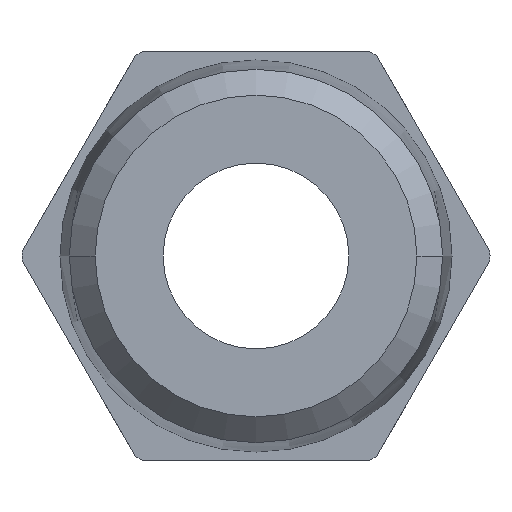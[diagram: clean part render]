
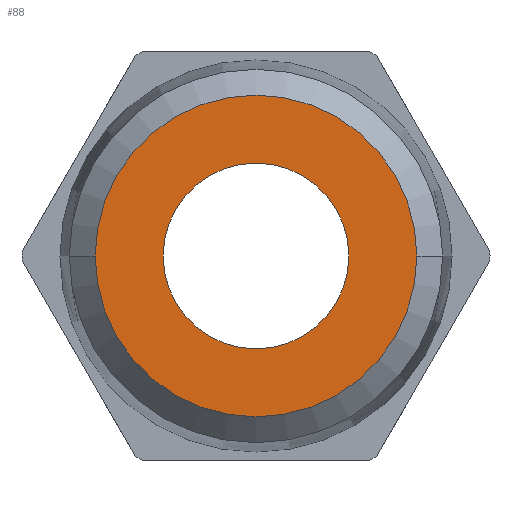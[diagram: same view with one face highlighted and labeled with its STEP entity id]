
A CAD part, front view. The second image highlights one B-rep face of the part: STEP entity #88.
In plain terms, the highlighted planar face has unit normal (0, -1, 0).
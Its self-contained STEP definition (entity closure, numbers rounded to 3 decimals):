
#88=ADVANCED_FACE('',(#181,#182),#183,.T.);
#181=FACE_BOUND('',#279,.T.);
#182=FACE_OUTER_BOUND('',#280,.T.);
#183=PLANE('',#281);
#279=EDGE_LOOP('',(#615,#616));
#280=EDGE_LOOP('',(#617,#618));
#281=AXIS2_PLACEMENT_3D('',#619,#620,#621);
#615=ORIENTED_EDGE('',*,*,#694,.T.);
#616=ORIENTED_EDGE('',*,*,#698,.T.);
#617=ORIENTED_EDGE('',*,*,#661,.F.);
#618=ORIENTED_EDGE('',*,*,#753,.F.);
#619=CARTESIAN_POINT('',(2.751,-11.1,0.0));
#620=DIRECTION('',(-0.0,-1.0,-0.0));
#621=DIRECTION('',(-1.0,0.0,0.0));
#661=EDGE_CURVE('',#782,#784,#785,.T.);
#694=EDGE_CURVE('',#846,#843,#847,.T.);
#698=EDGE_CURVE('',#843,#846,#852,.T.);
#753=EDGE_CURVE('',#784,#782,#932,.T.);
#782=VERTEX_POINT('',#966);
#784=VERTEX_POINT('',#969);
#785=CIRCLE('',#970,5.503);
#843=VERTEX_POINT('',#1063);
#846=VERTEX_POINT('',#1067);
#847=CIRCLE('',#1068,3.175);
#852=CIRCLE('',#1074,3.175);
#932=CIRCLE('',#1280,5.503);
#966=CARTESIAN_POINT('',(5.503,-11.1,0.0));
#969=CARTESIAN_POINT('',(-5.503,-11.1,0.));
#970=AXIS2_PLACEMENT_3D('',#1317,#1318,#1319);
#1063=CARTESIAN_POINT('',(3.175,-11.1,0.));
#1067=CARTESIAN_POINT('',(-3.175,-11.1,0.));
#1068=AXIS2_PLACEMENT_3D('',#1382,#1383,#1384);
#1074=AXIS2_PLACEMENT_3D('',#1392,#1393,#1394);
#1280=AXIS2_PLACEMENT_3D('',#1495,#1496,#1497);
#1317=CARTESIAN_POINT('',(0.0,-11.1,0.0));
#1318=DIRECTION('',(-0.0,1.0,0.0));
#1319=DIRECTION('',(1.0,0.0,0.0));
#1382=CARTESIAN_POINT('',(0.0,-11.1,0.0));
#1383=DIRECTION('',(-0.0,1.0,0.0));
#1384=DIRECTION('',(1.0,0.0,0.0));
#1392=CARTESIAN_POINT('',(0.0,-11.1,0.0));
#1393=DIRECTION('',(-0.0,1.0,0.0));
#1394=DIRECTION('',(1.0,0.0,0.0));
#1495=CARTESIAN_POINT('',(0.0,-11.1,0.0));
#1496=DIRECTION('',(-0.0,1.0,0.0));
#1497=DIRECTION('',(1.0,0.0,0.0));
